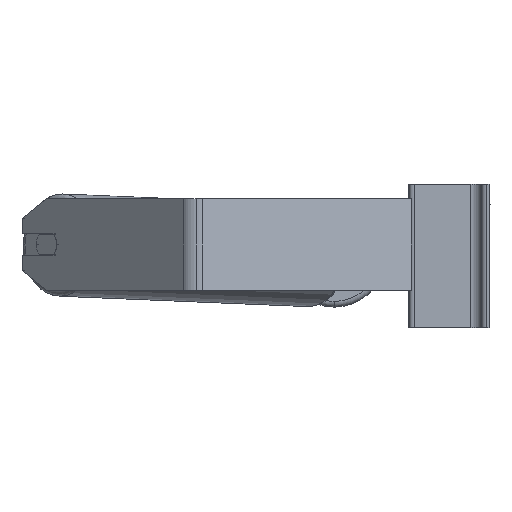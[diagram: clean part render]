
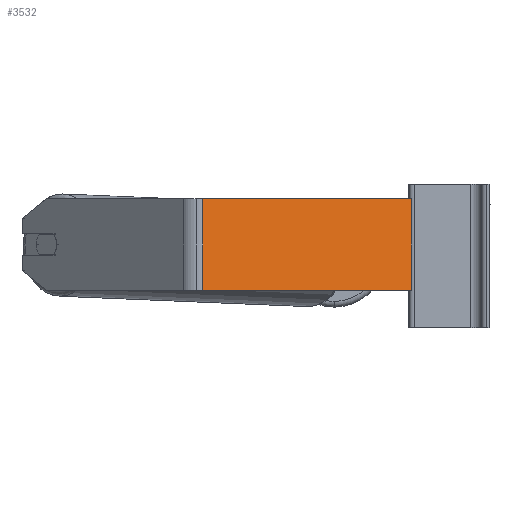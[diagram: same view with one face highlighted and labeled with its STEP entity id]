
A CAD part, left-side view. The second image highlights one B-rep face of the part: STEP entity #3532.
In plain terms, the highlighted planar face has unit normal (-0.94, -0.342, 0).
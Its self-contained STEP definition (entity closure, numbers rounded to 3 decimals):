
#224 = DIRECTION ( 'NONE',  ( 0., 0., -1. ) ) ;
#301 = CARTESIAN_POINT ( 'NONE',  ( -553.46, 197.122, 50. ) ) ;
#315 = CARTESIAN_POINT ( 'NONE',  ( -487.518, 15.948, 50. ) ) ;
#685 = CARTESIAN_POINT ( 'NONE',  ( -553.46, 197.122, -30. ) ) ;
#1073 = ORIENTED_EDGE ( 'NONE', *, *, #9991, .T. ) ;
#1302 = FACE_OUTER_BOUND ( 'NONE', #10617, .T. ) ;
#1361 = VERTEX_POINT ( 'NONE', #315 ) ;
#1565 = DIRECTION ( 'NONE',  ( 0., 0., -1. ) ) ;
#2080 = VECTOR ( 'NONE', #1565, 1000. ) ;
#2243 = LINE ( 'NONE', #6752, #2080 ) ;
#2645 = LINE ( 'NONE', #10498, #7971 ) ;
#2885 = CARTESIAN_POINT ( 'NONE',  ( -487.518, 15.948, -30. ) ) ;
#3532 = ADVANCED_FACE ( 'NONE', ( #1302 ), #4712, .F. ) ;
#4201 = CARTESIAN_POINT ( 'NONE',  ( -556.946, 206.701, 50. ) ) ;
#4482 = LINE ( 'NONE', #7889, #6415 ) ;
#4712 = PLANE ( 'NONE',  #7560 ) ;
#4939 = LINE ( 'NONE', #5881, #10145 ) ;
#5009 = ORIENTED_EDGE ( 'NONE', *, *, #5926, .F. ) ;
#5092 = DIRECTION ( 'NONE',  ( 0.94, 0.342, 0. ) ) ;
#5127 = ORIENTED_EDGE ( 'NONE', *, *, #5682, .T. ) ;
#5155 = DIRECTION ( 'NONE',  ( 0.342, -0.94, 0. ) ) ;
#5619 = VERTEX_POINT ( 'NONE', #685 ) ;
#5682 = EDGE_CURVE ( 'NONE', #5619, #7866, #2645, .T. ) ;
#5881 = CARTESIAN_POINT ( 'NONE',  ( -556.946, 206.701, 50. ) ) ;
#5926 = EDGE_CURVE ( 'NONE', #1361, #7866, #2243, .T. ) ;
#6415 = VECTOR ( 'NONE', #224, 1000. ) ;
#6426 = VERTEX_POINT ( 'NONE', #301 ) ;
#6752 = CARTESIAN_POINT ( 'NONE',  ( -487.518, 15.948, 50. ) ) ;
#7560 = AXIS2_PLACEMENT_3D ( 'NONE', #4201, #5092, #7603 ) ;
#7603 = DIRECTION ( 'NONE',  ( -0.342, 0.94, 0. ) ) ;
#7866 = VERTEX_POINT ( 'NONE', #2885 ) ;
#7889 = CARTESIAN_POINT ( 'NONE',  ( -553.46, 197.122, 50. ) ) ;
#7971 = VECTOR ( 'NONE', #8604, 1000. ) ;
#8025 = ORIENTED_EDGE ( 'NONE', *, *, #8644, .F. ) ;
#8604 = DIRECTION ( 'NONE',  ( 0.342, -0.94, 0. ) ) ;
#8644 = EDGE_CURVE ( 'NONE', #6426, #1361, #4939, .T. ) ;
#9991 = EDGE_CURVE ( 'NONE', #6426, #5619, #4482, .T. ) ;
#10145 = VECTOR ( 'NONE', #5155, 1000. ) ;
#10498 = CARTESIAN_POINT ( 'NONE',  ( -556.946, 206.701, -30. ) ) ;
#10617 = EDGE_LOOP ( 'NONE', ( #5127, #5009, #8025, #1073 ) ) ;
